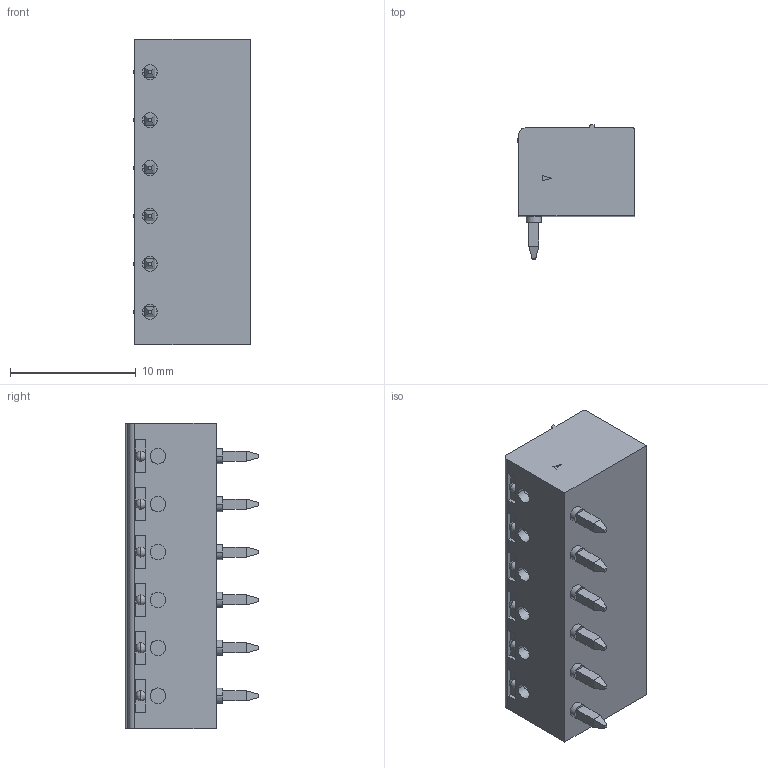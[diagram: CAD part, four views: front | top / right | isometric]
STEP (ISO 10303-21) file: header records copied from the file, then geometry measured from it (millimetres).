
FILE_DESCRIPTION(('STEP AP203'),'1');
FILE_NAME(' ',' ',('TraceParts'),('TraceParts S.A.'),'XStep 1.0',' ',' ');
FILE_SCHEMA(('CONFIG_CONTROL_DESIGN'));
Length unit declared in the file: millimetre
Products named in the file (1): 1
Bounding box: 9.3 x 10.65 x 24.25 mm (x, y, z)
Volume: 904.6 mm3; surface area: 2075.5 mm2
Topology: 1 solids, 1 shells, 551 faces, 1350 edges, 834 vertices
Faces by surface type: plane 412, cylinder 115, cone 12, sphere 12
Entity records: 19744 total; most frequent: CARTESIAN_POINT 6744, DIRECTION 2654, ORIENTED_EDGE 2652, EDGE_CURVE 1326, LINE 1030, VECTOR 1030, VERTEX_POINT 834, AXIS2_PLACEMENT_3D 812
